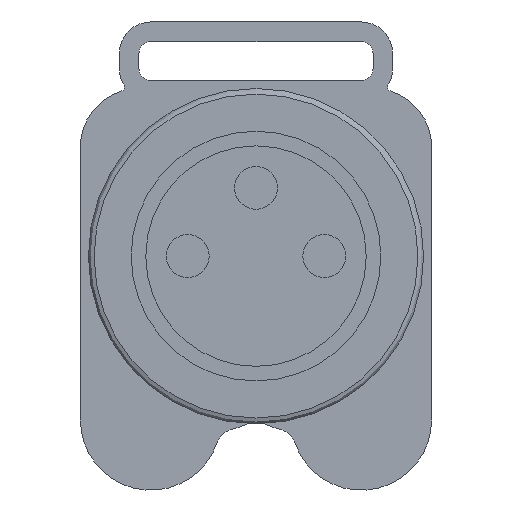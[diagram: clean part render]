
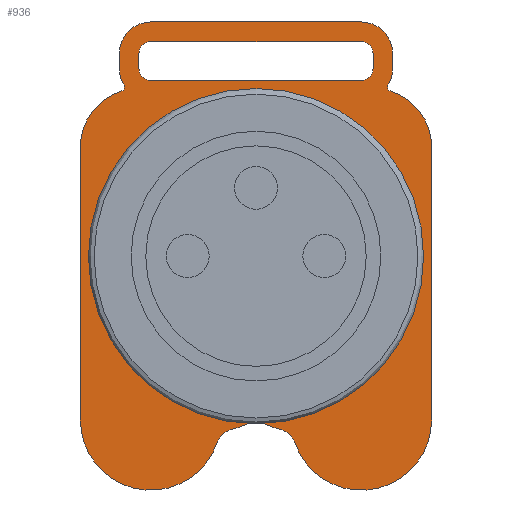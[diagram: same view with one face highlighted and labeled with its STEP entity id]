
A CAD part, left-side view. The second image highlights one B-rep face of the part: STEP entity #936.
In plain terms, the highlighted planar face has unit normal (-1, 0, 0).
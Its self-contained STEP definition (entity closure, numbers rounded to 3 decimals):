
#146=PLANE('',#4171);
#422=LINE('',#5817,#664);
#427=LINE('',#5832,#669);
#431=LINE('',#5844,#673);
#435=LINE('',#5856,#677);
#438=LINE('',#5862,#680);
#448=LINE('',#5907,#690);
#454=LINE('',#5931,#696);
#458=LINE('',#5943,#700);
#462=LINE('',#5955,#704);
#664=VECTOR('',#4602,1.);
#669=VECTOR('',#4615,1.);
#673=VECTOR('',#4627,1.);
#677=VECTOR('',#4639,1.);
#680=VECTOR('',#4644,1.);
#690=VECTOR('',#4692,1.);
#696=VECTOR('',#4718,1.);
#700=VECTOR('',#4730,1.);
#704=VECTOR('',#4742,1.);
#936=ADVANCED_FACE('',(#1293,#1294,#1295),#146,.F.);
#1293=FACE_BOUND('',#1486,.T.);
#1294=FACE_BOUND('',#1487,.T.);
#1295=FACE_BOUND('',#1488,.T.);
#1486=EDGE_LOOP('',(#1942));
#1487=EDGE_LOOP('',(#1943,#1944,#1945,#1946,#1947,#1948,#1949,#1950,#1951,
#1952,#1953,#1954,#1955,#1956,#1957,#1958,#1959,#1960,#1961));
#1488=EDGE_LOOP('',(#1962,#1963,#1964,#1965,#1966,#1967,#1968,#1969));
#1942=ORIENTED_EDGE('',*,*,#3311,.F.);
#1943=ORIENTED_EDGE('',*,*,#3334,.F.);
#1944=ORIENTED_EDGE('',*,*,#3389,.F.);
#1945=ORIENTED_EDGE('',*,*,#3386,.F.);
#1946=ORIENTED_EDGE('',*,*,#3383,.F.);
#1947=ORIENTED_EDGE('',*,*,#3380,.F.);
#1948=ORIENTED_EDGE('',*,*,#3377,.F.);
#1949=ORIENTED_EDGE('',*,*,#3374,.F.);
#1950=ORIENTED_EDGE('',*,*,#3371,.F.);
#1951=ORIENTED_EDGE('',*,*,#3368,.F.);
#1952=ORIENTED_EDGE('',*,*,#3365,.F.);
#1953=ORIENTED_EDGE('',*,*,#3362,.F.);
#1954=ORIENTED_EDGE('',*,*,#3359,.F.);
#1955=ORIENTED_EDGE('',*,*,#3356,.F.);
#1956=ORIENTED_EDGE('',*,*,#3353,.F.);
#1957=ORIENTED_EDGE('',*,*,#3350,.F.);
#1958=ORIENTED_EDGE('',*,*,#3347,.F.);
#1959=ORIENTED_EDGE('',*,*,#3344,.F.);
#1960=ORIENTED_EDGE('',*,*,#3341,.F.);
#1961=ORIENTED_EDGE('',*,*,#3338,.F.);
#1962=ORIENTED_EDGE('',*,*,#3312,.F.);
#1963=ORIENTED_EDGE('',*,*,#3391,.F.);
#1964=ORIENTED_EDGE('',*,*,#3331,.F.);
#1965=ORIENTED_EDGE('',*,*,#3328,.F.);
#1966=ORIENTED_EDGE('',*,*,#3325,.F.);
#1967=ORIENTED_EDGE('',*,*,#3322,.F.);
#1968=ORIENTED_EDGE('',*,*,#3319,.F.);
#1969=ORIENTED_EDGE('',*,*,#3316,.F.);
#2917=VERTEX_POINT('',#5815);
#2918=VERTEX_POINT('',#5818);
#2919=VERTEX_POINT('',#5819);
#2922=VERTEX_POINT('',#5827);
#2924=VERTEX_POINT('',#5833);
#2926=VERTEX_POINT('',#5839);
#2928=VERTEX_POINT('',#5845);
#2930=VERTEX_POINT('',#5851);
#2932=VERTEX_POINT('',#5857);
#2934=VERTEX_POINT('',#5863);
#2935=VERTEX_POINT('',#5864);
#2938=VERTEX_POINT('',#5872);
#2940=VERTEX_POINT('',#5878);
#2942=VERTEX_POINT('',#5884);
#2944=VERTEX_POINT('',#5890);
#2946=VERTEX_POINT('',#5896);
#2948=VERTEX_POINT('',#5902);
#2950=VERTEX_POINT('',#5908);
#2952=VERTEX_POINT('',#5914);
#2954=VERTEX_POINT('',#5920);
#2956=VERTEX_POINT('',#5926);
#2958=VERTEX_POINT('',#5932);
#2960=VERTEX_POINT('',#5938);
#2962=VERTEX_POINT('',#5944);
#2964=VERTEX_POINT('',#5950);
#2966=VERTEX_POINT('',#5956);
#2968=VERTEX_POINT('',#5962);
#2970=VERTEX_POINT('',#5968);
#3311=EDGE_CURVE('',#2917,#2917,#3867,.T.);
#3312=EDGE_CURVE('',#2918,#2919,#422,.T.);
#3316=EDGE_CURVE('',#2919,#2922,#3868,.T.);
#3319=EDGE_CURVE('',#2922,#2924,#427,.T.);
#3322=EDGE_CURVE('',#2924,#2926,#3870,.T.);
#3325=EDGE_CURVE('',#2926,#2928,#431,.T.);
#3328=EDGE_CURVE('',#2928,#2930,#3872,.T.);
#3331=EDGE_CURVE('',#2930,#2932,#435,.T.);
#3334=EDGE_CURVE('',#2934,#2935,#438,.T.);
#3338=EDGE_CURVE('',#2935,#2938,#3874,.T.);
#3341=EDGE_CURVE('',#2938,#2940,#3876,.T.);
#3344=EDGE_CURVE('',#2940,#2942,#3878,.T.);
#3347=EDGE_CURVE('',#2942,#2944,#3880,.T.);
#3350=EDGE_CURVE('',#2944,#2946,#3882,.T.);
#3353=EDGE_CURVE('',#2946,#2948,#3884,.T.);
#3356=EDGE_CURVE('',#2948,#2950,#448,.T.);
#3359=EDGE_CURVE('',#2950,#2952,#3886,.T.);
#3362=EDGE_CURVE('',#2952,#2954,#3888,.T.);
#3365=EDGE_CURVE('',#2954,#2956,#3890,.T.);
#3368=EDGE_CURVE('',#2956,#2958,#454,.T.);
#3371=EDGE_CURVE('',#2958,#2960,#3892,.T.);
#3374=EDGE_CURVE('',#2960,#2962,#458,.T.);
#3377=EDGE_CURVE('',#2962,#2964,#3894,.T.);
#3380=EDGE_CURVE('',#2964,#2966,#462,.T.);
#3383=EDGE_CURVE('',#2966,#2968,#3896,.T.);
#3386=EDGE_CURVE('',#2968,#2970,#3898,.T.);
#3389=EDGE_CURVE('',#2970,#2934,#3900,.T.);
#3391=EDGE_CURVE('',#2932,#2918,#3902,.T.);
#3867=CIRCLE('',#4105,2.2);
#3868=CIRCLE('',#4108,0.3);
#3870=CIRCLE('',#4112,0.3);
#3872=CIRCLE('',#4116,0.3);
#3874=CIRCLE('',#4121,1.8);
#3876=CIRCLE('',#4124,0.5);
#3878=CIRCLE('',#4127,3.7);
#3880=CIRCLE('',#4130,3.7);
#3882=CIRCLE('',#4133,0.5);
#3884=CIRCLE('',#4136,1.8);
#3886=CIRCLE('',#4140,1.5);
#3888=CIRCLE('',#4143,0.1);
#3890=CIRCLE('',#4146,0.8);
#3892=CIRCLE('',#4150,0.8);
#3894=CIRCLE('',#4154,0.8);
#3896=CIRCLE('',#4158,0.8);
#3898=CIRCLE('',#4161,0.1);
#3900=CIRCLE('',#4164,1.5);
#3902=CIRCLE('',#4167,0.3);
#4105=AXIS2_PLACEMENT_3D('',#5814,#4598,#4599);
#4108=AXIS2_PLACEMENT_3D('',#5826,#4608,#4609);
#4112=AXIS2_PLACEMENT_3D('',#5838,#4620,#4621);
#4116=AXIS2_PLACEMENT_3D('',#5850,#4632,#4633);
#4121=AXIS2_PLACEMENT_3D('',#5871,#4650,#4651);
#4124=AXIS2_PLACEMENT_3D('',#5877,#4657,#4658);
#4127=AXIS2_PLACEMENT_3D('',#5883,#4664,#4665);
#4130=AXIS2_PLACEMENT_3D('',#5889,#4671,#4672);
#4133=AXIS2_PLACEMENT_3D('',#5895,#4678,#4679);
#4136=AXIS2_PLACEMENT_3D('',#5901,#4685,#4686);
#4140=AXIS2_PLACEMENT_3D('',#5913,#4697,#4698);
#4143=AXIS2_PLACEMENT_3D('',#5919,#4704,#4705);
#4146=AXIS2_PLACEMENT_3D('',#5925,#4711,#4712);
#4150=AXIS2_PLACEMENT_3D('',#5937,#4723,#4724);
#4154=AXIS2_PLACEMENT_3D('',#5949,#4735,#4736);
#4158=AXIS2_PLACEMENT_3D('',#5961,#4747,#4748);
#4161=AXIS2_PLACEMENT_3D('',#5967,#4754,#4755);
#4164=AXIS2_PLACEMENT_3D('',#5973,#4761,#4762);
#4167=AXIS2_PLACEMENT_3D('',#5976,#4767,#4768);
#4171=AXIS2_PLACEMENT_3D('',#5980,#4775,#4776);
#4598=DIRECTION('',(-1.,0.,0.));
#4599=DIRECTION('',(0.,0.,-1.));
#4602=DIRECTION('',(0.,0.,1.));
#4608=DIRECTION('',(-1.,0.,0.));
#4609=DIRECTION('',(0.,1.,0.));
#4615=DIRECTION('',(0.,1.,0.));
#4620=DIRECTION('',(-1.,0.,0.));
#4621=DIRECTION('',(0.,-1.,0.));
#4627=DIRECTION('',(0.,0.,-1.));
#4632=DIRECTION('',(-1.,0.,0.));
#4633=DIRECTION('',(0.,-1.,0.));
#4639=DIRECTION('',(0.,-1.,0.));
#4644=DIRECTION('',(0.,0.,-1.));
#4650=DIRECTION('',(1.,0.,0.));
#4651=DIRECTION('',(0.,1.,0.));
#4657=DIRECTION('',(-1.,0.,0.));
#4658=DIRECTION('',(0.,1.,0.));
#4664=DIRECTION('',(1.,0.,0.));
#4665=DIRECTION('',(0.,1.,0.));
#4671=DIRECTION('',(1.,0.,0.));
#4672=DIRECTION('',(0.,-1.,0.));
#4678=DIRECTION('',(-1.,0.,0.));
#4679=DIRECTION('',(0.,-1.,0.));
#4685=DIRECTION('',(1.,0.,0.));
#4686=DIRECTION('',(0.,-1.,0.));
#4692=DIRECTION('',(0.,0.,1.));
#4697=DIRECTION('',(1.,0.,0.));
#4698=DIRECTION('',(0.,-1.,0.));
#4704=DIRECTION('',(-1.,0.,0.));
#4705=DIRECTION('',(0.,-1.,0.));
#4711=DIRECTION('',(1.,0.,0.));
#4712=DIRECTION('',(0.,-1.,0.));
#4718=DIRECTION('',(0.,0.,1.));
#4723=DIRECTION('',(1.,0.,0.));
#4724=DIRECTION('',(0.,-1.,0.));
#4730=DIRECTION('',(0.,-1.,0.));
#4735=DIRECTION('',(1.,0.,0.));
#4736=DIRECTION('',(0.,1.,0.));
#4742=DIRECTION('',(0.,0.,-1.));
#4747=DIRECTION('',(1.,0.,0.));
#4748=DIRECTION('',(0.,1.,0.));
#4754=DIRECTION('',(-1.,0.,0.));
#4755=DIRECTION('',(0.,1.,0.));
#4761=DIRECTION('',(1.,0.,0.));
#4762=DIRECTION('',(0.,1.,0.));
#4767=DIRECTION('',(-1.,0.,0.));
#4768=DIRECTION('',(0.,1.,0.));
#4775=DIRECTION('',(1.,0.,0.));
#4776=DIRECTION('',(0.,1.,0.));
#5814=CARTESIAN_POINT('',(89.3,50.,0.));
#5815=CARTESIAN_POINT('',(89.3,50.,-2.2));
#5817=CARTESIAN_POINT('',(89.3,47.,4.8));
#5818=CARTESIAN_POINT('',(89.3,47.,4.8));
#5819=CARTESIAN_POINT('',(89.3,47.,5.2));
#5826=CARTESIAN_POINT('',(89.3,47.3,5.2));
#5827=CARTESIAN_POINT('',(89.3,47.3,5.5));
#5832=CARTESIAN_POINT('',(89.3,50.,5.5));
#5833=CARTESIAN_POINT('',(89.3,52.7,5.5));
#5838=CARTESIAN_POINT('',(89.3,52.7,5.2));
#5839=CARTESIAN_POINT('',(89.3,53.,5.2));
#5844=CARTESIAN_POINT('',(89.3,53.,5.2));
#5845=CARTESIAN_POINT('',(89.3,53.,4.8));
#5850=CARTESIAN_POINT('',(89.3,52.7,4.8));
#5851=CARTESIAN_POINT('',(89.3,52.7,4.5));
#5856=CARTESIAN_POINT('',(89.3,50.,4.5));
#5857=CARTESIAN_POINT('',(89.3,47.3,4.5));
#5862=CARTESIAN_POINT('',(89.3,45.5,2.8));
#5863=CARTESIAN_POINT('',(89.3,45.5,2.8));
#5864=CARTESIAN_POINT('',(89.3,45.5,-4.2));
#5871=CARTESIAN_POINT('',(89.3,47.3,-4.2));
#5872=CARTESIAN_POINT('',(89.3,49.005,-4.776));
#5877=CARTESIAN_POINT('',(89.3,49.479,-4.937));
#5878=CARTESIAN_POINT('',(89.3,49.343,-4.455));
#5883=CARTESIAN_POINT('',(89.3,48.337,-0.895));
#5884=CARTESIAN_POINT('',(89.3,50.,-4.2));
#5889=CARTESIAN_POINT('',(89.3,51.663,-0.895));
#5890=CARTESIAN_POINT('',(89.3,50.657,-4.455));
#5895=CARTESIAN_POINT('',(89.3,50.521,-4.937));
#5896=CARTESIAN_POINT('',(89.3,50.995,-4.776));
#5901=CARTESIAN_POINT('',(89.3,52.7,-4.2));
#5902=CARTESIAN_POINT('',(89.3,54.5,-4.2));
#5907=CARTESIAN_POINT('',(89.3,54.5,-4.2));
#5908=CARTESIAN_POINT('',(89.3,54.5,2.8));
#5913=CARTESIAN_POINT('',(89.3,53.,2.8));
#5914=CARTESIAN_POINT('',(89.3,53.438,4.235));
#5919=CARTESIAN_POINT('',(89.3,53.468,4.33));
#5920=CARTESIAN_POINT('',(89.3,53.382,4.382));
#5925=CARTESIAN_POINT('',(89.3,52.7,4.8));
#5926=CARTESIAN_POINT('',(89.3,53.5,4.8));
#5931=CARTESIAN_POINT('',(89.3,53.5,4.8));
#5932=CARTESIAN_POINT('',(89.3,53.5,5.2));
#5937=CARTESIAN_POINT('',(89.3,52.7,5.2));
#5938=CARTESIAN_POINT('',(89.3,52.7,6.));
#5943=CARTESIAN_POINT('',(89.3,50.,6.));
#5944=CARTESIAN_POINT('',(89.3,47.3,6.));
#5949=CARTESIAN_POINT('',(89.3,47.3,5.2));
#5950=CARTESIAN_POINT('',(89.3,46.5,5.2));
#5955=CARTESIAN_POINT('',(89.3,46.5,5.2));
#5956=CARTESIAN_POINT('',(89.3,46.5,4.8));
#5961=CARTESIAN_POINT('',(89.3,47.3,4.8));
#5962=CARTESIAN_POINT('',(89.3,46.618,4.382));
#5967=CARTESIAN_POINT('',(89.3,46.532,4.33));
#5968=CARTESIAN_POINT('',(89.3,46.562,4.235));
#5973=CARTESIAN_POINT('',(89.3,47.,2.8));
#5976=CARTESIAN_POINT('',(89.3,47.3,4.8));
#5980=CARTESIAN_POINT('',(89.3,47.3,-4.2));
